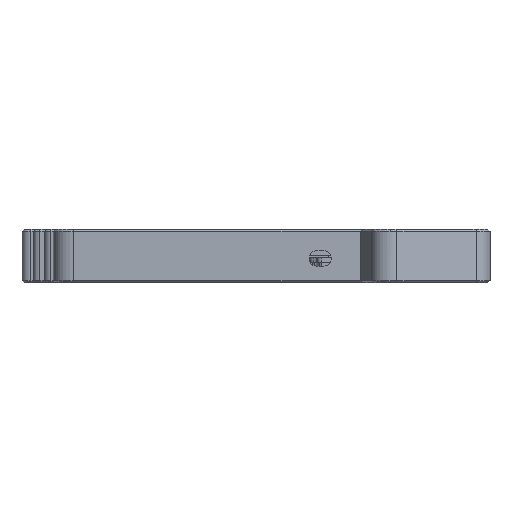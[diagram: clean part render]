
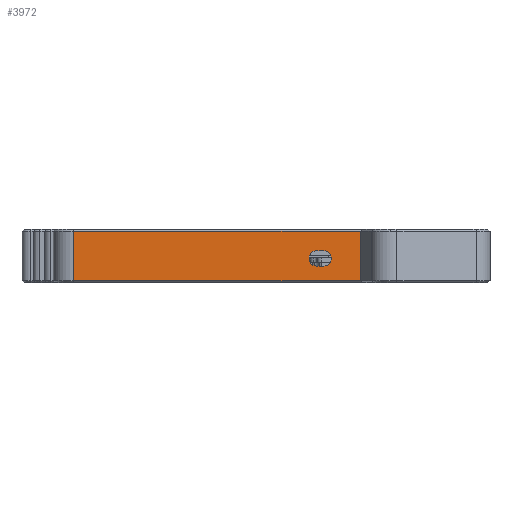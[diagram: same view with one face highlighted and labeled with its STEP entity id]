
A CAD part, left-side view. The second image highlights one B-rep face of the part: STEP entity #3972.
In plain terms, the highlighted planar face has unit normal (-1, 0, 0).
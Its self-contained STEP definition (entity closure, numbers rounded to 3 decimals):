
#1105=CARTESIAN_POINT('',(-57.72,-15.377,4.2));
#1106=VERTEX_POINT('',#1105);
#1107=CARTESIAN_POINT('',(-57.72,-13.837,4.2));
#1108=VERTEX_POINT('',#1107);
#1109=CARTESIAN_POINT('',(-57.72,-15.377,4.2));
#1110=DIRECTION('',(0.,1.,0.));
#1111=VECTOR('',#1110,1.54);
#1112=LINE('',#1109,#1111);
#1113=EDGE_CURVE('',#1106,#1108,#1112,.T.);
#2503=CARTESIAN_POINT('',(-57.72,-12.107,2.47));
#2504=VERTEX_POINT('',#2503);
#2511=CARTESIAN_POINT('',(-57.72,-12.107,2.467));
#2512=VERTEX_POINT('',#2511);
#2513=CARTESIAN_POINT('',(-57.72,-12.107,2.47));
#2514=DIRECTION('',(0.,0.,-1.));
#2515=VECTOR('',#2514,0.003);
#2516=LINE('',#2513,#2515);
#2517=EDGE_CURVE('',#2504,#2512,#2516,.T.);
#2533=CARTESIAN_POINT('',(-57.72,-17.107,2.467));
#2534=VERTEX_POINT('',#2533);
#2535=CARTESIAN_POINT('',(-57.72,-17.107,2.47));
#2536=VERTEX_POINT('',#2535);
#2537=CARTESIAN_POINT('',(-57.72,-17.107,2.467));
#2538=DIRECTION('',(-0.,0.,1.));
#2539=VECTOR('',#2538,0.003);
#2540=LINE('',#2537,#2539);
#2541=EDGE_CURVE('',#2534,#2536,#2540,.T.);
#3890=CARTESIAN_POINT('',(-57.72,43.248,16.));
#3891=DIRECTION('',(-1.,0.,-0.));
#3892=DIRECTION('',(-0.,-1.,0.));
#3893=AXIS2_PLACEMENT_3D('',#3890,#3891,#3892);
#3894=PLANE('',#3893);
#3895=ORIENTED_EDGE('',*,*,#2517,.F.);
#3896=CARTESIAN_POINT('',(-57.72,-13.837,2.47));
#3897=DIRECTION('',(1.,-0.,0.));
#3898=DIRECTION('',(-0.,-1.,0.));
#3899=AXIS2_PLACEMENT_3D('',#3896,#3897,#3898);
#3900=CIRCLE('',#3899,1.73);
#3901=EDGE_CURVE('',#2504,#1108,#3900,.T.);
#3902=ORIENTED_EDGE('',*,*,#3901,.T.);
#3903=ORIENTED_EDGE('',*,*,#1113,.F.);
#3904=CARTESIAN_POINT('',(-57.72,-15.377,2.47));
#3905=DIRECTION('',(1.,-0.,0.));
#3906=DIRECTION('',(-0.,-1.,0.));
#3907=AXIS2_PLACEMENT_3D('',#3904,#3905,#3906);
#3908=CIRCLE('',#3907,1.73);
#3909=EDGE_CURVE('',#1106,#2536,#3908,.T.);
#3910=ORIENTED_EDGE('',*,*,#3909,.T.);
#3911=ORIENTED_EDGE('',*,*,#2541,.F.);
#3912=CARTESIAN_POINT('',(-57.72,-15.377,0.737));
#3913=VERTEX_POINT('',#3912);
#3914=CARTESIAN_POINT('',(-57.72,-15.377,2.467));
#3915=DIRECTION('',(1.,-0.,0.));
#3916=DIRECTION('',(-0.,-1.,0.));
#3917=AXIS2_PLACEMENT_3D('',#3914,#3915,#3916);
#3918=CIRCLE('',#3917,1.73);
#3919=EDGE_CURVE('',#2534,#3913,#3918,.T.);
#3920=ORIENTED_EDGE('',*,*,#3919,.T.);
#3921=CARTESIAN_POINT('',(-57.72,-13.837,0.737));
#3922=VERTEX_POINT('',#3921);
#3923=CARTESIAN_POINT('',(-57.72,-13.837,0.737));
#3924=DIRECTION('',(-0.,-1.,0.));
#3925=VECTOR('',#3924,1.54);
#3926=LINE('',#3923,#3925);
#3927=EDGE_CURVE('',#3922,#3913,#3926,.T.);
#3928=ORIENTED_EDGE('',*,*,#3927,.F.);
#3929=CARTESIAN_POINT('',(-57.72,-13.837,2.467));
#3930=DIRECTION('',(1.,-0.,0.));
#3931=DIRECTION('',(-0.,-1.,0.));
#3932=AXIS2_PLACEMENT_3D('',#3929,#3930,#3931);
#3933=CIRCLE('',#3932,1.73);
#3934=EDGE_CURVE('',#3922,#2512,#3933,.T.);
#3935=ORIENTED_EDGE('',*,*,#3934,.T.);
#3936=EDGE_LOOP('',(#3895,#3902,#3903,#3910,#3911,#3920,#3928,#3935));
#3937=FACE_BOUND('',#3936,.T.);
#3938=CARTESIAN_POINT('',(-57.72,-23.573,8.5));
#3939=VERTEX_POINT('',#3938);
#3940=CARTESIAN_POINT('',(-57.72,-23.573,-2.5));
#3941=VERTEX_POINT('',#3940);
#3942=CARTESIAN_POINT('',(-57.72,-23.573,8.5));
#3943=DIRECTION('',(0.,-0.,-1.));
#3944=VECTOR('',#3943,11.);
#3945=LINE('',#3942,#3944);
#3946=EDGE_CURVE('',#3939,#3941,#3945,.T.);
#3947=ORIENTED_EDGE('',*,*,#3946,.F.);
#3948=CARTESIAN_POINT('',(-57.72,40.748,8.5));
#3949=VERTEX_POINT('',#3948);
#3950=CARTESIAN_POINT('',(-57.72,-23.573,8.5));
#3951=DIRECTION('',(0.,1.,0.));
#3952=VECTOR('',#3951,64.321);
#3953=LINE('',#3950,#3952);
#3954=EDGE_CURVE('',#3939,#3949,#3953,.T.);
#3955=ORIENTED_EDGE('',*,*,#3954,.T.);
#3956=CARTESIAN_POINT('',(-57.72,40.748,-2.5));
#3957=VERTEX_POINT('',#3956);
#3958=CARTESIAN_POINT('',(-57.72,40.748,8.5));
#3959=DIRECTION('',(0.,-0.,-1.));
#3960=VECTOR('',#3959,11.);
#3961=LINE('',#3958,#3960);
#3962=EDGE_CURVE('',#3949,#3957,#3961,.T.);
#3963=ORIENTED_EDGE('',*,*,#3962,.T.);
#3964=CARTESIAN_POINT('',(-57.72,40.748,-2.5));
#3965=DIRECTION('',(-0.,-1.,0.));
#3966=VECTOR('',#3965,64.321);
#3967=LINE('',#3964,#3966);
#3968=EDGE_CURVE('',#3957,#3941,#3967,.T.);
#3969=ORIENTED_EDGE('',*,*,#3968,.T.);
#3970=EDGE_LOOP('',(#3947,#3955,#3963,#3969));
#3971=FACE_BOUND('',#3970,.T.);
#3972=ADVANCED_FACE('',(#3937,#3971),#3894,.T.);
